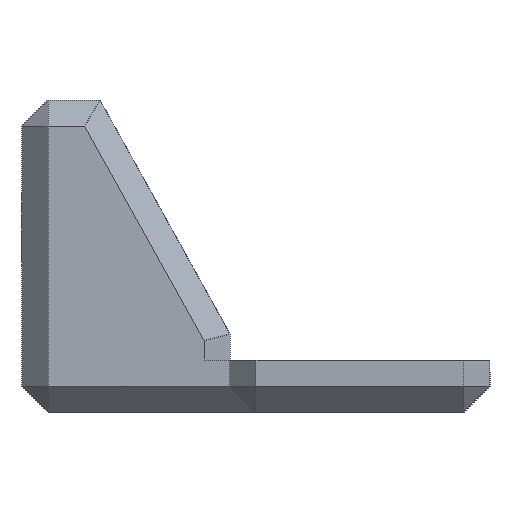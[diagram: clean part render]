
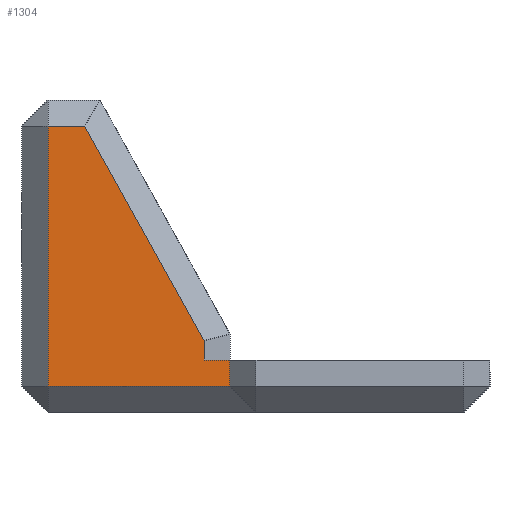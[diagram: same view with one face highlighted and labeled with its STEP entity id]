
A CAD part, left-side view. The second image highlights one B-rep face of the part: STEP entity #1304.
In plain terms, the highlighted planar face has unit normal (-1, 0, 0).
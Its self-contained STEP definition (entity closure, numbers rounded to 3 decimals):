
#44 = PLANE('',#45);
#45 = AXIS2_PLACEMENT_3D('',#46,#47,#48);
#46 = CARTESIAN_POINT('',(0.,0.,2.));
#47 = DIRECTION('',(0.,0.,1.));
#48 = DIRECTION('',(1.,0.,0.));
#390 = VERTEX_POINT('',#391);
#391 = CARTESIAN_POINT('',(20.,11.,2.));
#405 = PLANE('',#406);
#406 = AXIS2_PLACEMENT_3D('',#407,#408,#409);
#407 = CARTESIAN_POINT('',(20.5,10.5,2.));
#408 = DIRECTION('',(-0.707,-0.707,0.));
#409 = DIRECTION('',(0.,0.,1.));
#417 = EDGE_CURVE('',#418,#390,#420,.T.);
#418 = VERTEX_POINT('',#419);
#419 = CARTESIAN_POINT('',(20.,10.,2.));
#420 = SURFACE_CURVE('',#421,(#425,#432),.PCURVE_S1.);
#421 = LINE('',#422,#423);
#422 = CARTESIAN_POINT('',(20.,5.,2.));
#423 = VECTOR('',#424,1.);
#424 = DIRECTION('',(0.,1.,0.));
#425 = PCURVE('',#44,#426);
#426 = DEFINITIONAL_REPRESENTATION('',(#427),#431);
#427 = LINE('',#428,#429);
#428 = CARTESIAN_POINT('',(20.,5.));
#429 = VECTOR('',#430,1.);
#430 = DIRECTION('',(0.,1.));
#431 = ( GEOMETRIC_REPRESENTATION_CONTEXT(2) 
PARAMETRIC_REPRESENTATION_CONTEXT() REPRESENTATION_CONTEXT('2D SPACE',''
  ) );
#432 = PCURVE('',#433,#438);
#433 = PLANE('',#434);
#434 = AXIS2_PLACEMENT_3D('',#435,#436,#437);
#435 = CARTESIAN_POINT('',(20.,10.,0.));
#436 = DIRECTION('',(1.,0.,0.));
#437 = DIRECTION('',(0.,0.,1.));
#438 = DEFINITIONAL_REPRESENTATION('',(#439),#443);
#439 = LINE('',#440,#441);
#440 = CARTESIAN_POINT('',(2.,5.));
#441 = VECTOR('',#442,1.);
#442 = DIRECTION('',(0.,-1.));
#443 = ( GEOMETRIC_REPRESENTATION_CONTEXT(2) 
PARAMETRIC_REPRESENTATION_CONTEXT() REPRESENTATION_CONTEXT('2D SPACE',''
  ) );
#461 = PLANE('',#462);
#462 = AXIS2_PLACEMENT_3D('',#463,#464,#465);
#463 = CARTESIAN_POINT('',(0.,10.,0.));
#464 = DIRECTION('',(0.,1.,0.));
#465 = DIRECTION('',(0.,0.,1.));
#1257 = VERTEX_POINT('',#1258);
#1258 = CARTESIAN_POINT('',(20.,11.,2.741));
#1272 = PLANE('',#1273);
#1273 = AXIS2_PLACEMENT_3D('',#1274,#1275,#1276);
#1274 = CARTESIAN_POINT('',(20.5,10.437,2.757));
#1275 = DIRECTION('',(0.707,0.618,-0.343));
#1276 = DIRECTION('',(0.,0.486,0.874)
  );
#1284 = EDGE_CURVE('',#390,#1257,#1285,.T.);
#1285 = SURFACE_CURVE('',#1286,(#1290,#1297),.PCURVE_S1.);
#1286 = LINE('',#1287,#1288);
#1287 = CARTESIAN_POINT('',(20.,11.,2.));
#1288 = VECTOR('',#1289,1.);
#1289 = DIRECTION('',(0.,0.,1.));
#1290 = PCURVE('',#405,#1291);
#1291 = DEFINITIONAL_REPRESENTATION('',(#1292),#1296);
#1292 = LINE('',#1293,#1294);
#1293 = CARTESIAN_POINT('',(0.,0.707));
#1294 = VECTOR('',#1295,1.);
#1295 = DIRECTION('',(1.,0.));
#1296 = ( GEOMETRIC_REPRESENTATION_CONTEXT(2) 
PARAMETRIC_REPRESENTATION_CONTEXT() REPRESENTATION_CONTEXT('2D SPACE',''
  ) );
#1297 = PCURVE('',#433,#1298);
#1298 = DEFINITIONAL_REPRESENTATION('',(#1299),#1303);
#1299 = LINE('',#1300,#1301);
#1300 = CARTESIAN_POINT('',(2.,-1.));
#1301 = VECTOR('',#1302,1.);
#1302 = DIRECTION('',(1.,0.));
#1303 = ( GEOMETRIC_REPRESENTATION_CONTEXT(2) 
PARAMETRIC_REPRESENTATION_CONTEXT() REPRESENTATION_CONTEXT('2D SPACE',''
  ) );
#1304 = ADVANCED_FACE('',(#1305),#433,.F.);
#1305 = FACE_BOUND('',#1306,.F.);
#1306 = EDGE_LOOP('',(#1307,#1330,#1358,#1386,#1414,#1435,#1436));
#1307 = ORIENTED_EDGE('',*,*,#1308,.F.);
#1308 = EDGE_CURVE('',#1309,#418,#1311,.T.);
#1309 = VERTEX_POINT('',#1310);
#1310 = CARTESIAN_POINT('',(20.,10.,1.));
#1311 = SURFACE_CURVE('',#1312,(#1316,#1323),.PCURVE_S1.);
#1312 = LINE('',#1313,#1314);
#1313 = CARTESIAN_POINT('',(20.,10.,0.));
#1314 = VECTOR('',#1315,1.);
#1315 = DIRECTION('',(0.,0.,1.));
#1316 = PCURVE('',#433,#1317);
#1317 = DEFINITIONAL_REPRESENTATION('',(#1318),#1322);
#1318 = LINE('',#1319,#1320);
#1319 = CARTESIAN_POINT('',(0.,0.));
#1320 = VECTOR('',#1321,1.);
#1321 = DIRECTION('',(1.,0.));
#1322 = ( GEOMETRIC_REPRESENTATION_CONTEXT(2) 
PARAMETRIC_REPRESENTATION_CONTEXT() REPRESENTATION_CONTEXT('2D SPACE',''
  ) );
#1323 = PCURVE('',#461,#1324);
#1324 = DEFINITIONAL_REPRESENTATION('',(#1325),#1329);
#1325 = LINE('',#1326,#1327);
#1326 = CARTESIAN_POINT('',(0.,20.));
#1327 = VECTOR('',#1328,1.);
#1328 = DIRECTION('',(1.,0.));
#1329 = ( GEOMETRIC_REPRESENTATION_CONTEXT(2) 
PARAMETRIC_REPRESENTATION_CONTEXT() REPRESENTATION_CONTEXT('2D SPACE',''
  ) );
#1330 = ORIENTED_EDGE('',*,*,#1331,.T.);
#1331 = EDGE_CURVE('',#1309,#1332,#1334,.T.);
#1332 = VERTEX_POINT('',#1333);
#1333 = CARTESIAN_POINT('',(20.,17.,1.));
#1334 = SURFACE_CURVE('',#1335,(#1339,#1346),.PCURVE_S1.);
#1335 = LINE('',#1336,#1337);
#1336 = CARTESIAN_POINT('',(20.,10.,1.));
#1337 = VECTOR('',#1338,1.);
#1338 = DIRECTION('',(0.,1.,0.));
#1339 = PCURVE('',#433,#1340);
#1340 = DEFINITIONAL_REPRESENTATION('',(#1341),#1345);
#1341 = LINE('',#1342,#1343);
#1342 = CARTESIAN_POINT('',(1.,0.));
#1343 = VECTOR('',#1344,1.);
#1344 = DIRECTION('',(0.,-1.));
#1345 = ( GEOMETRIC_REPRESENTATION_CONTEXT(2) 
PARAMETRIC_REPRESENTATION_CONTEXT() REPRESENTATION_CONTEXT('2D SPACE',''
  ) );
#1346 = PCURVE('',#1347,#1352);
#1347 = PLANE('',#1348);
#1348 = AXIS2_PLACEMENT_3D('',#1349,#1350,#1351);
#1349 = CARTESIAN_POINT('',(20.5,10.,0.5));
#1350 = DIRECTION('',(0.707,0.,0.707));
#1351 = DIRECTION('',(0.,1.,0.));
#1352 = DEFINITIONAL_REPRESENTATION('',(#1353),#1357);
#1353 = LINE('',#1354,#1355);
#1354 = CARTESIAN_POINT('',(0.,0.707));
#1355 = VECTOR('',#1356,1.);
#1356 = DIRECTION('',(1.,0.));
#1357 = ( GEOMETRIC_REPRESENTATION_CONTEXT(2) 
PARAMETRIC_REPRESENTATION_CONTEXT() REPRESENTATION_CONTEXT('2D SPACE',''
  ) );
#1358 = ORIENTED_EDGE('',*,*,#1359,.T.);
#1359 = EDGE_CURVE('',#1332,#1360,#1362,.T.);
#1360 = VERTEX_POINT('',#1361);
#1361 = CARTESIAN_POINT('',(20.,17.,11.));
#1362 = SURFACE_CURVE('',#1363,(#1367,#1374),.PCURVE_S1.);
#1363 = LINE('',#1364,#1365);
#1364 = CARTESIAN_POINT('',(20.,17.,0.));
#1365 = VECTOR('',#1366,1.);
#1366 = DIRECTION('',(0.,0.,1.));
#1367 = PCURVE('',#433,#1368);
#1368 = DEFINITIONAL_REPRESENTATION('',(#1369),#1373);
#1369 = LINE('',#1370,#1371);
#1370 = CARTESIAN_POINT('',(0.,-7.));
#1371 = VECTOR('',#1372,1.);
#1372 = DIRECTION('',(1.,0.));
#1373 = ( GEOMETRIC_REPRESENTATION_CONTEXT(2) 
PARAMETRIC_REPRESENTATION_CONTEXT() REPRESENTATION_CONTEXT('2D SPACE',''
  ) );
#1374 = PCURVE('',#1375,#1380);
#1375 = PLANE('',#1376);
#1376 = AXIS2_PLACEMENT_3D('',#1377,#1378,#1379);
#1377 = CARTESIAN_POINT('',(20.5,17.5,0.));
#1378 = DIRECTION('',(0.707,-0.707,0.));
#1379 = DIRECTION('',(-0.,-0.,-1.));
#1380 = DEFINITIONAL_REPRESENTATION('',(#1381),#1385);
#1381 = LINE('',#1382,#1383);
#1382 = CARTESIAN_POINT('',(-0.,-0.707));
#1383 = VECTOR('',#1384,1.);
#1384 = DIRECTION('',(-1.,0.));
#1385 = ( GEOMETRIC_REPRESENTATION_CONTEXT(2) 
PARAMETRIC_REPRESENTATION_CONTEXT() REPRESENTATION_CONTEXT('2D SPACE',''
  ) );
#1386 = ORIENTED_EDGE('',*,*,#1387,.F.);
#1387 = EDGE_CURVE('',#1388,#1360,#1390,.T.);
#1388 = VERTEX_POINT('',#1389);
#1389 = CARTESIAN_POINT('',(20.,15.588,11.));
#1390 = SURFACE_CURVE('',#1391,(#1395,#1402),.PCURVE_S1.);
#1391 = LINE('',#1392,#1393);
#1392 = CARTESIAN_POINT('',(20.,15.,11.));
#1393 = VECTOR('',#1394,1.);
#1394 = DIRECTION('',(0.,1.,0.));
#1395 = PCURVE('',#433,#1396);
#1396 = DEFINITIONAL_REPRESENTATION('',(#1397),#1401);
#1397 = LINE('',#1398,#1399);
#1398 = CARTESIAN_POINT('',(11.,-5.));
#1399 = VECTOR('',#1400,1.);
#1400 = DIRECTION('',(0.,-1.));
#1401 = ( GEOMETRIC_REPRESENTATION_CONTEXT(2) 
PARAMETRIC_REPRESENTATION_CONTEXT() REPRESENTATION_CONTEXT('2D SPACE',''
  ) );
#1402 = PCURVE('',#1403,#1408);
#1403 = PLANE('',#1404);
#1404 = AXIS2_PLACEMENT_3D('',#1405,#1406,#1407);
#1405 = CARTESIAN_POINT('',(20.5,15.,11.5));
#1406 = DIRECTION('',(0.707,0.,-0.707));
#1407 = DIRECTION('',(0.,1.,0.));
#1408 = DEFINITIONAL_REPRESENTATION('',(#1409),#1413);
#1409 = LINE('',#1410,#1411);
#1410 = CARTESIAN_POINT('',(0.,-0.707));
#1411 = VECTOR('',#1412,1.);
#1412 = DIRECTION('',(1.,0.));
#1413 = ( GEOMETRIC_REPRESENTATION_CONTEXT(2) 
PARAMETRIC_REPRESENTATION_CONTEXT() REPRESENTATION_CONTEXT('2D SPACE',''
  ) );
#1414 = ORIENTED_EDGE('',*,*,#1415,.F.);
#1415 = EDGE_CURVE('',#1257,#1388,#1416,.T.);
#1416 = SURFACE_CURVE('',#1417,(#1421,#1428),.PCURVE_S1.);
#1417 = LINE('',#1418,#1419);
#1418 = CARTESIAN_POINT('',(20.,10.874,2.514));
#1419 = VECTOR('',#1420,1.);
#1420 = DIRECTION('',(0.,0.486,0.874));
#1421 = PCURVE('',#433,#1422);
#1422 = DEFINITIONAL_REPRESENTATION('',(#1423),#1427);
#1423 = LINE('',#1424,#1425);
#1424 = CARTESIAN_POINT('',(2.514,-0.874));
#1425 = VECTOR('',#1426,1.);
#1426 = DIRECTION('',(0.874,-0.486));
#1427 = ( GEOMETRIC_REPRESENTATION_CONTEXT(2) 
PARAMETRIC_REPRESENTATION_CONTEXT() REPRESENTATION_CONTEXT('2D SPACE',''
  ) );
#1428 = PCURVE('',#1272,#1429);
#1429 = DEFINITIONAL_REPRESENTATION('',(#1430),#1434);
#1430 = LINE('',#1431,#1432);
#1431 = CARTESIAN_POINT('',(0.,-0.707));
#1432 = VECTOR('',#1433,1.);
#1433 = DIRECTION('',(1.,0.));
#1434 = ( GEOMETRIC_REPRESENTATION_CONTEXT(2) 
PARAMETRIC_REPRESENTATION_CONTEXT() REPRESENTATION_CONTEXT('2D SPACE',''
  ) );
#1435 = ORIENTED_EDGE('',*,*,#1284,.F.);
#1436 = ORIENTED_EDGE('',*,*,#417,.F.);
